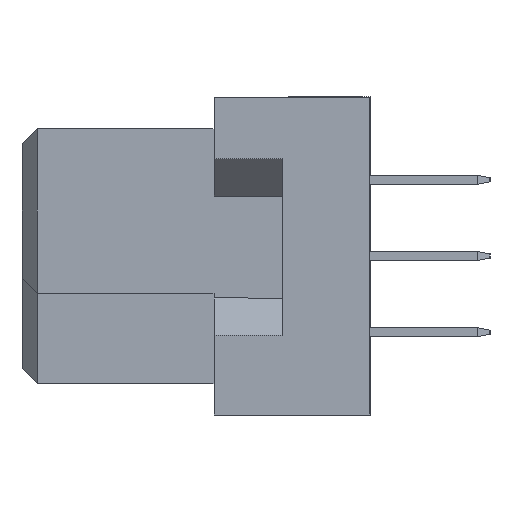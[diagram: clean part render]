
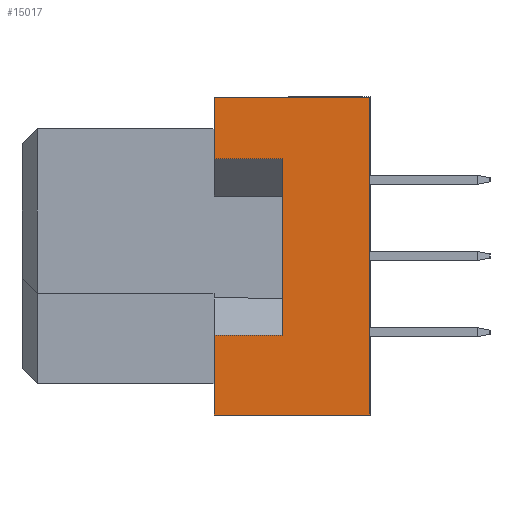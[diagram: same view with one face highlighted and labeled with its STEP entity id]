
A CAD part, left-side view. The second image highlights one B-rep face of the part: STEP entity #15017.
In plain terms, the highlighted planar face has unit normal (-1, 0, 0).
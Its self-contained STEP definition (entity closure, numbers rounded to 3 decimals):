
#21 = ORIENTED_EDGE ( 'NONE', *, *, #1186, .T. ) ;
#575 = CARTESIAN_POINT ( 'NONE',  ( -27.5, -11.6, 5.3 ) ) ;
#719 = LINE ( 'NONE', #17767, #10839 ) ;
#1186 = EDGE_CURVE ( 'NONE', #6264, #13468, #19931, .T. ) ;
#1310 = CARTESIAN_POINT ( 'NONE',  ( -27.5, -6.4, 3.25 ) ) ;
#1724 = VERTEX_POINT ( 'NONE', #19635 ) ;
#1868 = ORIENTED_EDGE ( 'NONE', *, *, #7919, .F. ) ;
#1886 = ORIENTED_EDGE ( 'NONE', *, *, #3435, .T. ) ;
#2035 = DIRECTION ( 'NONE',  ( 0., 1., 0. ) ) ;
#2165 = DIRECTION ( 'NONE',  ( 0., 1., 0. ) ) ;
#2227 = DIRECTION ( 'NONE',  ( 0., 1., 0. ) ) ;
#2233 = LINE ( 'NONE', #575, #9985 ) ;
#2523 = CARTESIAN_POINT ( 'NONE',  ( -27.5, -11.6, 5.3 ) ) ;
#2981 = CARTESIAN_POINT ( 'NONE',  ( -27.5, -11.6, 5.3 ) ) ;
#3435 = EDGE_CURVE ( 'NONE', #1724, #10182, #719, .T. ) ;
#3476 = LINE ( 'NONE', #9824, #5414 ) ;
#3981 = DIRECTION ( 'NONE',  ( -1., 0., 0. ) ) ;
#4453 = LINE ( 'NONE', #20258, #16712 ) ;
#4833 = CARTESIAN_POINT ( 'NONE',  ( -27.5, -11.6, -5.3 ) ) ;
#4870 = CARTESIAN_POINT ( 'NONE',  ( -27.5, -6.4, -2.65 ) ) ;
#5048 = CARTESIAN_POINT ( 'NONE',  ( -27.5, -8.7, 3.25 ) ) ;
#5081 = AXIS2_PLACEMENT_3D ( 'NONE', #2523, #3981, #20101 ) ;
#5247 = DIRECTION ( 'NONE',  ( 0., 0., 1. ) ) ;
#5338 = ORIENTED_EDGE ( 'NONE', *, *, #14396, .F. ) ;
#5414 = VECTOR ( 'NONE', #5247, 1000. ) ;
#6145 = CARTESIAN_POINT ( 'NONE',  ( -27.5, -11.6, -5.3 ) ) ;
#6264 = VERTEX_POINT ( 'NONE', #6145 ) ;
#6915 = EDGE_CURVE ( 'NONE', #13468, #17113, #2233, .T. ) ;
#7091 = LINE ( 'NONE', #9351, #8697 ) ;
#7150 = CARTESIAN_POINT ( 'NONE',  ( -27.5, -11.6, 5.3 ) ) ;
#7919 = EDGE_CURVE ( 'NONE', #1724, #17039, #7091, .T. ) ;
#8590 = LINE ( 'NONE', #5048, #9081 ) ;
#8697 = VECTOR ( 'NONE', #14133, 1000. ) ;
#9081 = VECTOR ( 'NONE', #2227, 1000. ) ;
#9290 = VECTOR ( 'NONE', #19822, 1000. ) ;
#9351 = CARTESIAN_POINT ( 'NONE',  ( -27.5, -8.7, -2.65 ) ) ;
#9424 = LINE ( 'NONE', #4833, #18660 ) ;
#9824 = CARTESIAN_POINT ( 'NONE',  ( -27.5, -6.4, -5.3 ) ) ;
#9985 = VECTOR ( 'NONE', #2035, 1000. ) ;
#10182 = VERTEX_POINT ( 'NONE', #4870 ) ;
#10581 = ORIENTED_EDGE ( 'NONE', *, *, #17138, .F. ) ;
#10839 = VECTOR ( 'NONE', #2165, 1000. ) ;
#11065 = VERTEX_POINT ( 'NONE', #1310 ) ;
#11186 = ORIENTED_EDGE ( 'NONE', *, *, #14465, .F. ) ;
#11368 = EDGE_LOOP ( 'NONE', ( #1886, #16125, #10581, #21, #12522, #11186, #5338, #1868 ) ) ;
#12368 = DIRECTION ( 'NONE',  ( 0., 0., 1. ) ) ;
#12522 = ORIENTED_EDGE ( 'NONE', *, *, #6915, .T. ) ;
#13468 = VERTEX_POINT ( 'NONE', #2981 ) ;
#13766 = FACE_OUTER_BOUND ( 'NONE', #11368, .T. ) ;
#14120 = EDGE_CURVE ( 'NONE', #18448, #10182, #4453, .T. ) ;
#14133 = DIRECTION ( 'NONE',  ( 0., 0., 1. ) ) ;
#14396 = EDGE_CURVE ( 'NONE', #17039, #11065, #8590, .T. ) ;
#14465 = EDGE_CURVE ( 'NONE', #11065, #17113, #3476, .T. ) ;
#15017 = ADVANCED_FACE ( 'NONE', ( #13766 ), #19689, .T. ) ;
#16125 = ORIENTED_EDGE ( 'NONE', *, *, #14120, .F. ) ;
#16712 = VECTOR ( 'NONE', #12368, 1000. ) ;
#17039 = VERTEX_POINT ( 'NONE', #18686 ) ;
#17113 = VERTEX_POINT ( 'NONE', #17526 ) ;
#17138 = EDGE_CURVE ( 'NONE', #6264, #18448, #9424, .T. ) ;
#17233 = DIRECTION ( 'NONE',  ( 0., 1., 0. ) ) ;
#17526 = CARTESIAN_POINT ( 'NONE',  ( -27.5, -6.4, 5.3 ) ) ;
#17767 = CARTESIAN_POINT ( 'NONE',  ( -27.5, -8.7, -2.65 ) ) ;
#18448 = VERTEX_POINT ( 'NONE', #19762 ) ;
#18660 = VECTOR ( 'NONE', #17233, 1000. ) ;
#18686 = CARTESIAN_POINT ( 'NONE',  ( -27.5, -8.7, 3.25 ) ) ;
#19635 = CARTESIAN_POINT ( 'NONE',  ( -27.5, -8.7, -2.65 ) ) ;
#19689 = PLANE ( 'NONE',  #5081 ) ;
#19762 = CARTESIAN_POINT ( 'NONE',  ( -27.5, -6.4, -5.3 ) ) ;
#19822 = DIRECTION ( 'NONE',  ( 0., 0., 1. ) ) ;
#19931 = LINE ( 'NONE', #7150, #9290 ) ;
#20101 = DIRECTION ( 'NONE',  ( 0., 0., 1. ) ) ;
#20258 = CARTESIAN_POINT ( 'NONE',  ( -27.5, -6.4, -5.3 ) ) ;
